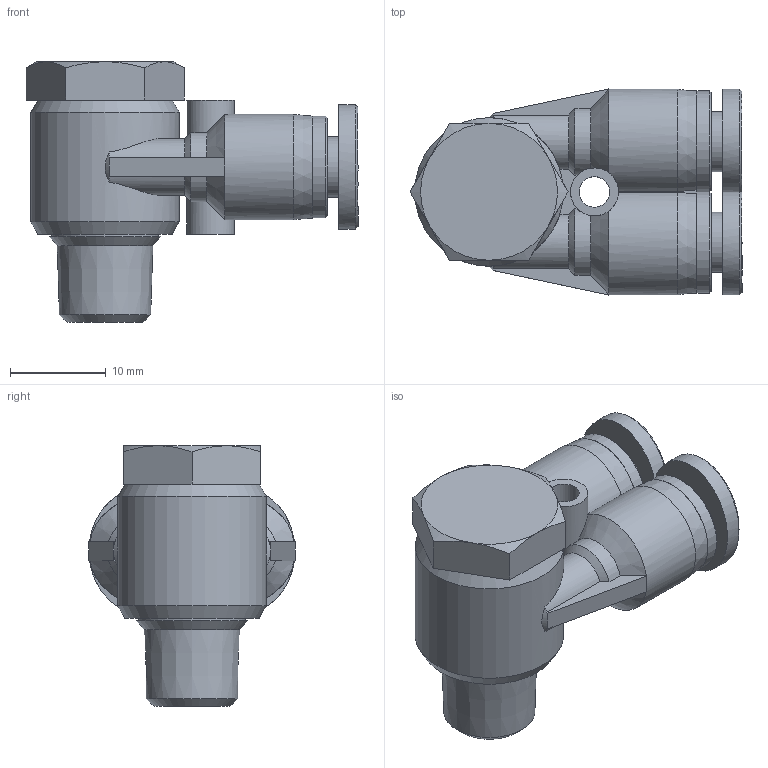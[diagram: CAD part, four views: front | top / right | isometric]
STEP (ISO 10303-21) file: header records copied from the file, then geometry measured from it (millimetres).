
FILE_DESCRIPTION((''),'2;1');
FILE_NAME('PA 3_16-N01U.stp','2016-10-12T09:39:15',('Administrator'),(''),'Autodesk Inventor 2013','Autodesk Inventor 2013','');
FILE_SCHEMA(('CONFIG_CONTROL_DESIGN'));
Length unit declared in the file: millimetre
Products named in the file (4): PA 3_16-N01U; SLEEVE N3_16L; BHW BODY-3_16; NA BODY-NPT1_8
Assembly tree (4 placements, depth 2):
  PA 3_16-N01U
    SLEEVE N3_16L  x2
    BHW BODY-3_16
    NA BODY-NPT1_8
Bounding box: 34.65 x 21.5 x 27.2 mm (x, y, z)
Volume: 7541.4 mm3; surface area: 5146.7 mm2
Topology: 4 solids, 4 shells, 102 faces, 222 edges, 139 vertices
Faces by surface type: plane 45, cone 27, cylinder 26, bspline 4
Full cylindrical faces by diameter (mm): 3.2 x1, 5 x4, 6.2 x2, 6.3 x2, 10.2 x1, 10.6 x2, 11.1 x1, 11.6 x1, 12.7 x1, 15.5 x1
Entity records: 2742 total; most frequent: CARTESIAN_POINT 756, DIRECTION 401, ORIENTED_EDGE 362, EDGE_CURVE 181, AXIS2_PLACEMENT_3D 173, VERTEX_POINT 126, EDGE_LOOP 125, FACE_OUTER_BOUND 91
